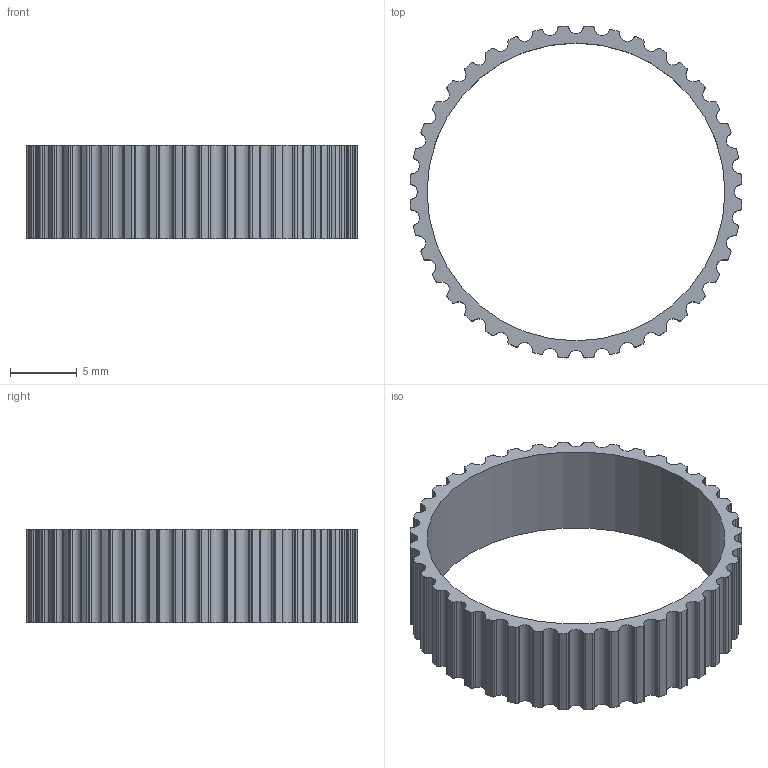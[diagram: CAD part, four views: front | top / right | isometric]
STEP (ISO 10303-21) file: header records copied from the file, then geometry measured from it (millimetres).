
FILE_DESCRIPTION (( 'STEP AP203' ), '1' );
FILE_NAME ('Bearing cover.STEP', '2015-09-09T16:39:29', ( '' ), ( '' ), 'SwSTEP 2.0', 'SolidWorks 2015', '' );
FILE_SCHEMA (( 'CONFIG_CONTROL_DESIGN' ));
Length unit declared in the file: millimetre
Products named in the file (1): Bearing cover
Bounding box: 24.95 x 24.95 x 7 mm (x, y, z)
Volume: 531.3 mm3; surface area: 1340.4 mm2
Topology: 1 solids, 1 shells, 277 faces, 825 edges, 550 vertices
Faces by surface type: cylinder 275, plane 2
Entity records: 9730 total; most frequent: DIRECTION 1931, CARTESIAN_POINT 1653, ORIENTED_EDGE 1650, AXIS2_PLACEMENT_3D 828, EDGE_CURVE 825, VERTEX_POINT 550, CIRCLE 550, EDGE_LOOP 279
